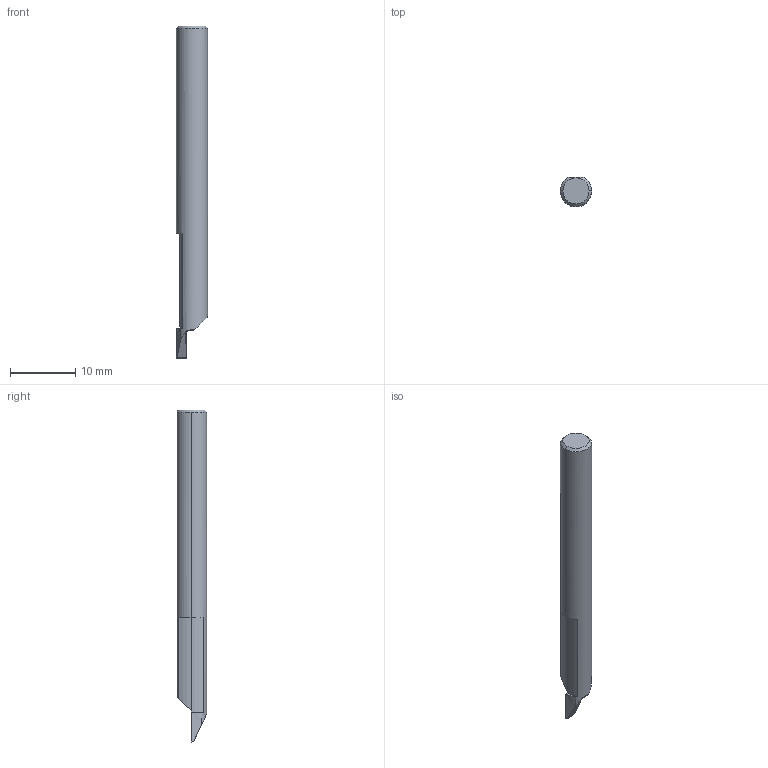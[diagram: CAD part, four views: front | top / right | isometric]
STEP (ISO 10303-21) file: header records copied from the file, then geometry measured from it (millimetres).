
FILE_DESCRIPTION (( 'STEP AP214' ), '1' );
FILE_NAME ('Micro_FG-187-062-150X.STEP', '2021-09-08T13:43:33', ( '' ), ( '' ), 'SwSTEP 2.0', 'SolidWorks 2020', '' );
FILE_SCHEMA (( 'AUTOMOTIVE_DESIGN' ));
Length unit declared in the file: inch
Products named in the file (1): Micro_FG-187-062-150X
Bounding box: 4.76 x 4.51 x 50.8 mm (x, y, z)
Volume: 783.2 mm3; surface area: 725.9 mm2
Topology: 1 solids, 1 shells, 23 faces, 60 edges, 39 vertices
Faces by surface type: plane 13, cylinder 7, cone 3
Entity records: 755 total; most frequent: CARTESIAN_POINT 182, ORIENTED_EDGE 120, DIRECTION 104, EDGE_CURVE 60, VERTEX_POINT 39, AXIS2_PLACEMENT_3D 37, LINE 30, VECTOR 30
